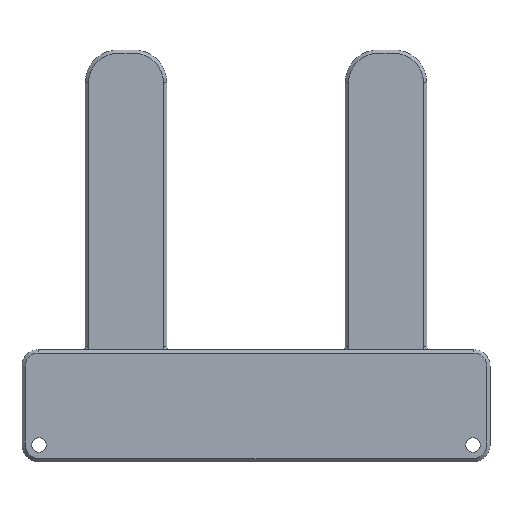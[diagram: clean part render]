
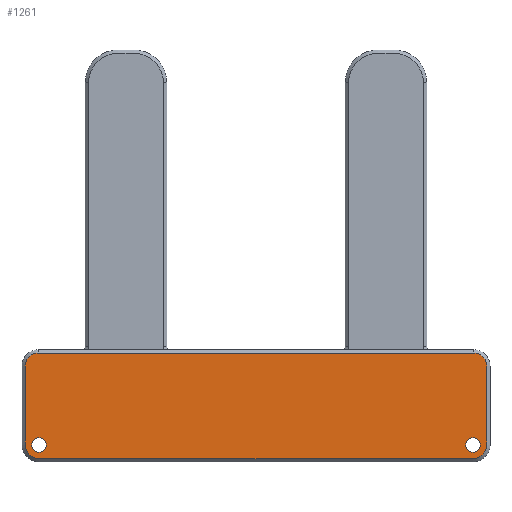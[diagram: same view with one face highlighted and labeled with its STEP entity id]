
A CAD part, top view. The second image highlights one B-rep face of the part: STEP entity #1261.
In plain terms, the highlighted planar face has unit normal (0, 0, 1).
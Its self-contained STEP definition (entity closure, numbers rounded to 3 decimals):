
#19=FACE_BOUND('',#198,.T.);
#20=FACE_BOUND('',#199,.T.);
#33=CIRCLE('',#1345,4.2);
#35=CIRCLE('',#1349,4.2);
#38=CIRCLE('',#1354,4.);
#40=CIRCLE('',#1358,4.);
#43=CIRCLE('',#1366,2.25);
#44=CIRCLE('',#1367,2.25);
#117=FACE_OUTER_BOUND('',#197,.T.);
#197=EDGE_LOOP('',(#879,#880,#881,#882,#883,#884,#885,#886));
#198=EDGE_LOOP('',(#887));
#199=EDGE_LOOP('',(#888));
#270=LINE('',#1869,#404);
#275=LINE('',#1883,#409);
#279=LINE('',#1895,#413);
#283=LINE('',#1907,#417);
#404=VECTOR('',#1476,10.);
#409=VECTOR('',#1489,10.);
#413=VECTOR('',#1501,10.);
#417=VECTOR('',#1513,10.);
#538=VERTEX_POINT('',#1866);
#539=VERTEX_POINT('',#1868);
#542=VERTEX_POINT('',#1875);
#544=VERTEX_POINT('',#1881);
#546=VERTEX_POINT('',#1887);
#548=VERTEX_POINT('',#1893);
#550=VERTEX_POINT('',#1900);
#552=VERTEX_POINT('',#1905);
#558=VERTEX_POINT('',#1931);
#559=VERTEX_POINT('',#1933);
#646=EDGE_CURVE('',#538,#539,#270,.T.);
#650=EDGE_CURVE('',#542,#538,#33,.T.);
#653=EDGE_CURVE('',#544,#542,#275,.T.);
#656=EDGE_CURVE('',#546,#544,#35,.T.);
#659=EDGE_CURVE('',#548,#546,#279,.T.);
#663=EDGE_CURVE('',#550,#548,#38,.T.);
#665=EDGE_CURVE('',#552,#550,#283,.T.);
#668=EDGE_CURVE('',#539,#552,#40,.T.);
#678=EDGE_CURVE('',#558,#558,#43,.T.);
#679=EDGE_CURVE('',#559,#559,#44,.T.);
#879=ORIENTED_EDGE('',*,*,#646,.F.);
#880=ORIENTED_EDGE('',*,*,#650,.F.);
#881=ORIENTED_EDGE('',*,*,#653,.F.);
#882=ORIENTED_EDGE('',*,*,#656,.F.);
#883=ORIENTED_EDGE('',*,*,#659,.F.);
#884=ORIENTED_EDGE('',*,*,#663,.F.);
#885=ORIENTED_EDGE('',*,*,#665,.F.);
#886=ORIENTED_EDGE('',*,*,#668,.F.);
#887=ORIENTED_EDGE('',*,*,#678,.T.);
#888=ORIENTED_EDGE('',*,*,#679,.T.);
#1209=PLANE('',#1365);
#1261=ADVANCED_FACE('',(#117,#19,#20),#1209,.T.);
#1345=AXIS2_PLACEMENT_3D('',#1877,#1482,#1483);
#1349=AXIS2_PLACEMENT_3D('',#1889,#1494,#1495);
#1354=AXIS2_PLACEMENT_3D('',#1902,#1508,#1509);
#1358=AXIS2_PLACEMENT_3D('',#1911,#1519,#1520);
#1365=AXIS2_PLACEMENT_3D('',#1930,#1540,#1541);
#1366=AXIS2_PLACEMENT_3D('',#1932,#1542,#1543);
#1367=AXIS2_PLACEMENT_3D('',#1934,#1544,#1545);
#1476=DIRECTION('',(0.,1.,0.));
#1482=DIRECTION('center_axis',(0.,0.,-1.));
#1483=DIRECTION('ref_axis',(-1.,0.,0.));
#1489=DIRECTION('',(-1.,0.,0.));
#1494=DIRECTION('center_axis',(0.,0.,-1.));
#1495=DIRECTION('ref_axis',(0.,-1.,0.));
#1501=DIRECTION('',(0.,-1.,0.));
#1508=DIRECTION('center_axis',(0.,0.,-1.));
#1509=DIRECTION('ref_axis',(0.707,0.707,0.));
#1513=DIRECTION('',(1.,0.,0.));
#1519=DIRECTION('center_axis',(0.,0.,-1.));
#1520=DIRECTION('ref_axis',(-0.707,0.707,0.));
#1540=DIRECTION('center_axis',(0.,0.,1.));
#1541=DIRECTION('ref_axis',(1.,0.,0.));
#1542=DIRECTION('center_axis',(0.,0.,-1.));
#1543=DIRECTION('ref_axis',(1.,0.,0.));
#1544=DIRECTION('center_axis',(0.,0.,-1.));
#1545=DIRECTION('ref_axis',(1.,0.,0.));
#1866=CARTESIAN_POINT('',(-71.,-66.8,3.));
#1868=CARTESIAN_POINT('',(-71.,-42.5,3.));
#1869=CARTESIAN_POINT('',(-71.,-46.125,3.));
#1875=CARTESIAN_POINT('',(-66.8,-71.,3.));
#1877=CARTESIAN_POINT('Origin',(-66.8,-66.8,3.));
#1881=CARTESIAN_POINT('',(66.8,-71.,3.));
#1883=CARTESIAN_POINT('',(-33.4,-71.,3.));
#1887=CARTESIAN_POINT('',(71.,-66.8,3.));
#1889=CARTESIAN_POINT('Origin',(66.8,-66.8,3.));
#1893=CARTESIAN_POINT('',(71.,-42.5,3.));
#1895=CARTESIAN_POINT('',(71.,-60.775,3.));
#1900=CARTESIAN_POINT('',(67.,-38.5,3.));
#1902=CARTESIAN_POINT('Origin',(67.,-42.5,3.));
#1905=CARTESIAN_POINT('',(-67.,-38.5,3.));
#1907=CARTESIAN_POINT('',(36.,-38.5,3.));
#1911=CARTESIAN_POINT('Origin',(-67.,-42.5,3.));
#1930=CARTESIAN_POINT('Origin',(0.,-54.75,3.));
#1931=CARTESIAN_POINT('',(64.55,-66.8,3.));
#1932=CARTESIAN_POINT('Origin',(66.8,-66.8,3.));
#1933=CARTESIAN_POINT('',(-69.05,-66.8,3.));
#1934=CARTESIAN_POINT('Origin',(-66.8,-66.8,3.));
